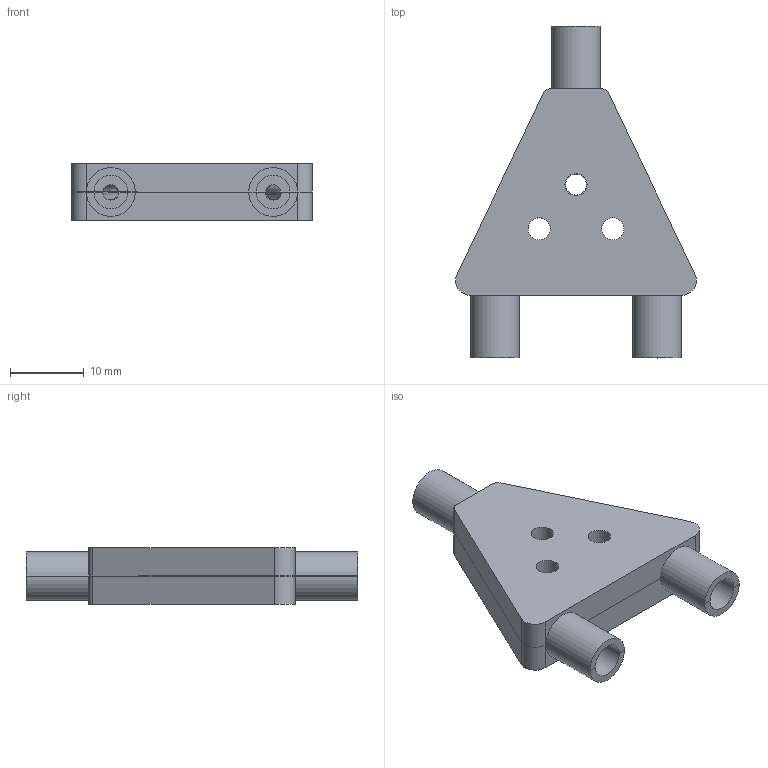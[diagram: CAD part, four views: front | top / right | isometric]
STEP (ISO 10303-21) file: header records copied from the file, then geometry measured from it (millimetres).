
FILE_DESCRIPTION(/* description */ (''),/* implementation_level */ '2;1');
FILE_NAME(/* name */ 'Adityta_Syringe_v1 Assembled v1.step',/* time_stamp */ '2017-02-12T03:19:03+06:00',/* author */ (''),/* organization */ (''),/* preprocessor_version */ 'ST-DEVELOPER v16.5',/* originating_system */ 'Autodesk Translation Framework v5.2.0.2920',/* authorisation */ '');
FILE_SCHEMA (('AUTOMOTIVE_DESIGN { 1 0 10303 214 3 1 1 }'));
Length unit declared in the file: millimetre
Products named in the file (2): Adityta_Syringe_v1 Assembled v1; Adityta_Syringe_v1_male v2
Assembly tree (1 placements, depth 2):
  Adityta_Syringe_v1 Assembled v1
    Adityta_Syringe_v1_male v2
Bounding box: 32.65 x 45 x 7.63 mm (x, y, z)
Volume: 4766.5 mm3; surface area: 4517.8 mm2
Topology: 2 solids, 2 shells, 75 faces, 192 edges, 127 vertices
Faces by surface type: plane 37, cylinder 34, bspline 4
Full cylindrical faces by diameter (mm): 2.8 x3, 2.828 x1, 3 x7, 3.308 x1
Entity records: 2994 total; most frequent: CARTESIAN_POINT 1107, DIRECTION 396, ORIENTED_EDGE 360, EDGE_CURVE 180, AXIS2_PLACEMENT_3D 150, VERTEX_POINT 127, EDGE_LOOP 105, LINE 96
